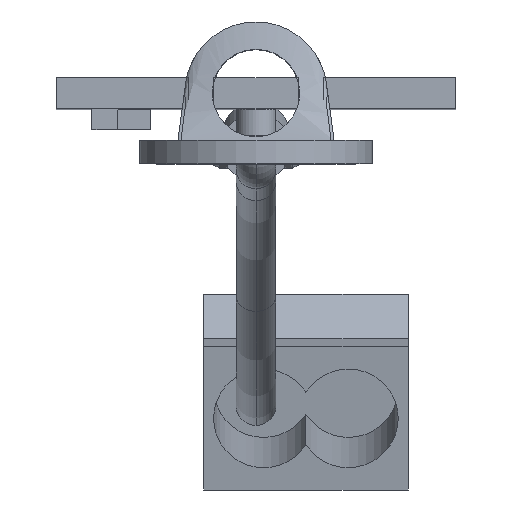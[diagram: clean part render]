
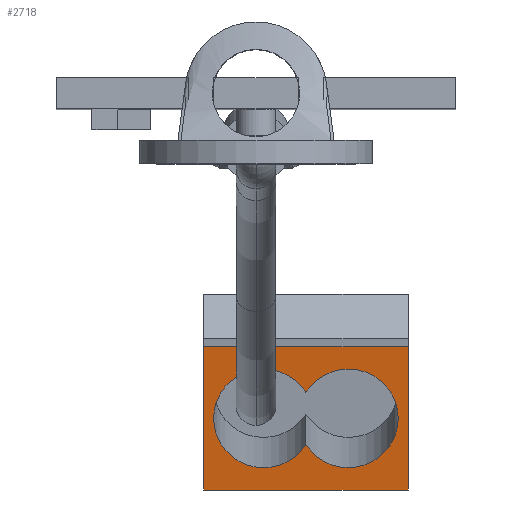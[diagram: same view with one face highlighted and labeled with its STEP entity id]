
A CAD part, top view. The second image highlights one B-rep face of the part: STEP entity #2718.
In plain terms, the highlighted face is planar.
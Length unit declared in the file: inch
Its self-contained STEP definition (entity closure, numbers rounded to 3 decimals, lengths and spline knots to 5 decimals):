
#254 = LINE ( 'NONE', #661, #556 ) ;
#267 = LINE ( 'NONE', #687, #570 ) ;
#270 = LINE ( 'NONE', #699, #4878 ) ;
#271 = LINE ( 'NONE', #701, #1053 ) ;
#545 = CIRCLE ( 'NONE', #575, 0.1 ) ;
#550 = CIRCLE ( 'NONE', #551, 0.1 ) ;
#551 = AXIS2_PLACEMENT_3D ( 'NONE', #650, #651, #652 ) ;
#556 = VECTOR ( 'NONE', #662, 39.37008 ) ;
#569 = CIRCLE ( 'NONE', #573, 0.1 ) ;
#570 = VECTOR ( 'NONE', #688, 39.37008 ) ;
#573 = AXIS2_PLACEMENT_3D ( 'NONE', #693, #694, #695 ) ;
#575 = AXIS2_PLACEMENT_3D ( 'NONE', #696, #697, #698 ) ;
#650 = CARTESIAN_POINT ( 'NONE',  ( 0.085, 0.14518, 0. ) ) ;
#651 = DIRECTION ( 'NONE',  ( 0., 0., 1. ) ) ;
#652 = DIRECTION ( 'NONE',  ( -1., 0., 0. ) ) ;
#661 = CARTESIAN_POINT ( 'NONE',  ( 0.205, 0., 0. ) ) ;
#662 = DIRECTION ( 'NONE',  ( -1., 0., 0. ) ) ;
#687 = CARTESIAN_POINT ( 'NONE',  ( 0.205, 0.29036, 0. ) ) ;
#688 = DIRECTION ( 'NONE',  ( -1., 0., 0. ) ) ;
#693 = CARTESIAN_POINT ( 'NONE',  ( -0.085, 0.14518, 0. ) ) ;
#694 = DIRECTION ( 'NONE',  ( 0., 0., 1. ) ) ;
#695 = DIRECTION ( 'NONE',  ( 1., 0., 0. ) ) ;
#696 = CARTESIAN_POINT ( 'NONE',  ( 0.085, 0.14518, 0. ) ) ;
#697 = DIRECTION ( 'NONE',  ( 0., 0., 1. ) ) ;
#698 = DIRECTION ( 'NONE',  ( -1., 0., 0. ) ) ;
#699 = CARTESIAN_POINT ( 'NONE',  ( -0.205, 0., 0. ) ) ;
#700 = DIRECTION ( 'NONE',  ( 0., -1., 0. ) ) ;
#701 = CARTESIAN_POINT ( 'NONE',  ( 0.205, 0., 0. ) ) ;
#702 = DIRECTION ( 'NONE',  ( 0., -1., 0. ) ) ;
#761 = CARTESIAN_POINT ( 'NONE',  ( 0.185, 0.14518, 0. ) ) ;
#762 = CARTESIAN_POINT ( 'NONE',  ( 0., 0.19786, 0. ) ) ;
#763 = CARTESIAN_POINT ( 'NONE',  ( -0.205, 0., 0. ) ) ;
#766 = CARTESIAN_POINT ( 'NONE',  ( 0.205, 0., 0. ) ) ;
#771 = CARTESIAN_POINT ( 'NONE',  ( -0.205, 0.29036, 0. ) ) ;
#775 = CARTESIAN_POINT ( 'NONE',  ( 0., 0.0925, 0. ) ) ;
#778 = CARTESIAN_POINT ( 'NONE',  ( 0.205, 0.29036, 0. ) ) ;
#1053 = VECTOR ( 'NONE', #702, 39.37008 ) ;
#2485 = EDGE_LOOP ( 'NONE', ( #3142, #3143, #3141, #3145 ) ) ;
#2492 = EDGE_LOOP ( 'NONE', ( #3139, #3140, #3138 ) ) ;
#2718 = ADVANCED_FACE ( 'NONE', ( #3327, #3328 ), #3762, .F. ) ;
#2889 = EDGE_CURVE ( 'NONE', #4897, #4898, #550, .T. ) ;
#2894 = EDGE_CURVE ( 'NONE', #4902, #4899, #254, .T. ) ;
#2907 = EDGE_CURVE ( 'NONE', #4914, #4907, #267, .T. ) ;
#2910 = EDGE_CURVE ( 'NONE', #4898, #4911, #569, .T. ) ;
#2911 = EDGE_CURVE ( 'NONE', #4911, #4897, #545, .T. ) ;
#2912 = EDGE_CURVE ( 'NONE', #4907, #4899, #270, .T. ) ;
#2913 = EDGE_CURVE ( 'NONE', #4914, #4902, #271, .T. ) ;
#3138 = ORIENTED_EDGE ( 'NONE', *, *, #2911, .F. ) ;
#3139 = ORIENTED_EDGE ( 'NONE', *, *, #2910, .F. ) ;
#3140 = ORIENTED_EDGE ( 'NONE', *, *, #2889, .F. ) ;
#3141 = ORIENTED_EDGE ( 'NONE', *, *, #2913, .F. ) ;
#3142 = ORIENTED_EDGE ( 'NONE', *, *, #2912, .T. ) ;
#3143 = ORIENTED_EDGE ( 'NONE', *, *, #2894, .F. ) ;
#3145 = ORIENTED_EDGE ( 'NONE', *, *, #2907, .T. ) ;
#3327 = FACE_BOUND ( 'NONE', #2492, .T. ) ;
#3328 = FACE_OUTER_BOUND ( 'NONE', #2485, .T. ) ;
#3547 = AXIS2_PLACEMENT_3D ( 'NONE', #3763, #3764, #3765 ) ;
#3762 = PLANE ( 'NONE',  #3547 ) ;
#3763 = CARTESIAN_POINT ( 'NONE',  ( 0.205, 0., 0. ) ) ;
#3764 = DIRECTION ( 'NONE',  ( 0., 0., -1. ) ) ;
#3765 = DIRECTION ( 'NONE',  ( -1., 0., 0. ) ) ;
#4878 = VECTOR ( 'NONE', #700, 39.37008 ) ;
#4897 = VERTEX_POINT ( 'NONE', #761 ) ;
#4898 = VERTEX_POINT ( 'NONE', #762 ) ;
#4899 = VERTEX_POINT ( 'NONE', #763 ) ;
#4902 = VERTEX_POINT ( 'NONE', #766 ) ;
#4907 = VERTEX_POINT ( 'NONE', #771 ) ;
#4911 = VERTEX_POINT ( 'NONE', #775 ) ;
#4914 = VERTEX_POINT ( 'NONE', #778 ) ;
